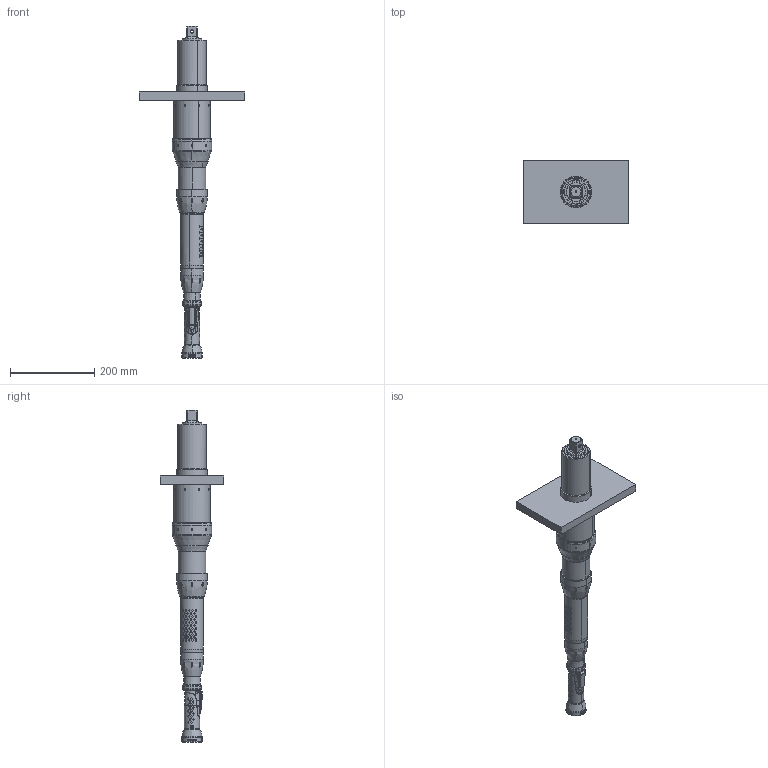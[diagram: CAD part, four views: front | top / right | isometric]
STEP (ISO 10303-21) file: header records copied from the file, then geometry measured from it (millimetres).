
FILE_DESCRIPTION((''),'2;1');
FILE_NAME('ASM0001_ASM_SW0001','2023-05-11T10:22:56',('INEdipo'),(''),'CREO PARAMETRIC BY PTC INC, 2020281','CREO PARAMETRIC BY PTC INC, 2020281','');
FILE_SCHEMA(('CONFIG_CONTROL_DESIGN'));
Products named in the file (1): ASM0001_ASM_SW0001
Bounding box: 250 x 150 x 787.2 mm (x, y, z)
Volume: 3105153 mm3; surface area: 282975.6 mm2
Topology: 1 solids, 1 shells, 2675 faces, 7175 edges, 4709 vertices
Faces by surface type: bspline 958, plane 820, cylinder 346, cone 239, extrusion 217, torus 72, revolution 21, sphere 2
Entity records: 157796 total; most frequent: CARTESIAN_POINT 101176, ORIENTED_EDGE 14334, EDGE_CURVE 7167, DIRECTION 7085, VERTEX_POINT 4709, B_SPLINE_CURVE_WITH_KNOTS 4296, EDGE_LOOP 2910, FACE_OUTER_BOUND 2675
